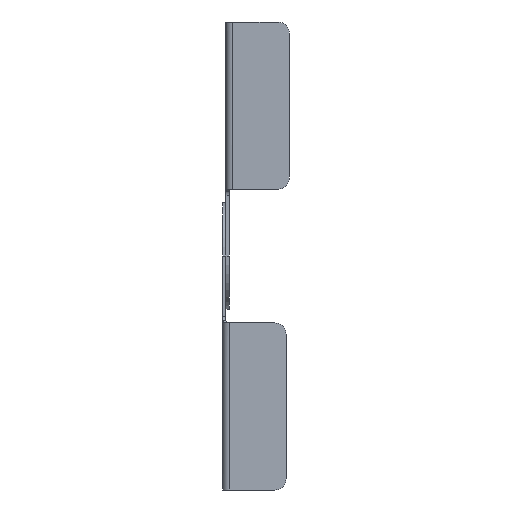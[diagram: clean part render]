
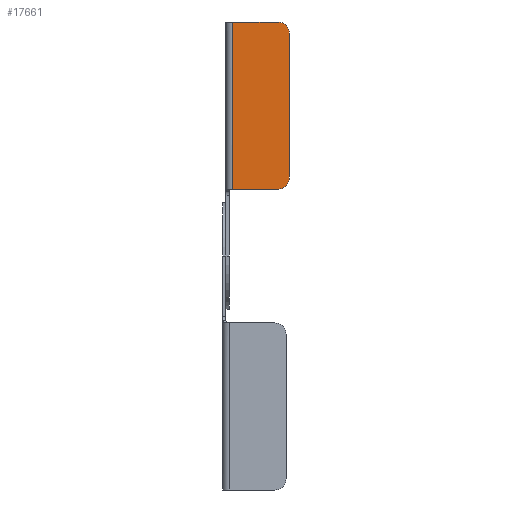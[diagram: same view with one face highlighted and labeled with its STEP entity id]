
A CAD part, front view. The second image highlights one B-rep face of the part: STEP entity #17661.
In plain terms, the highlighted planar face has unit normal (0, -1, 0).
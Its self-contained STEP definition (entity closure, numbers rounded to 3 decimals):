
#12887=DIRECTION('',(1.,0.,0.));
#12888=VECTOR('',#12887,20.5);
#12889=CARTESIAN_POINT('',(-23.5,0.,75.));
#12890=LINE('',#12889,#12888);
#12891=CARTESIAN_POINT('',(-23.5,0.,70.));
#12892=DIRECTION('',(0.,-1.,0.));
#12893=DIRECTION('',(0.,0.,1.));
#12894=AXIS2_PLACEMENT_3D('',#12891,#12892,#12893);
#12896=CARTESIAN_POINT('',(-23.5,0.,5.));
#12897=DIRECTION('',(0.,-1.,0.));
#12898=DIRECTION('',(-1.,0.,0.));
#12899=AXIS2_PLACEMENT_3D('',#12896,#12897,#12898);
#12901=DIRECTION('',(0.,0.,1.));
#12902=VECTOR('',#12901,65.);
#12903=CARTESIAN_POINT('',(-28.5,0.,5.));
#12904=LINE('',#12903,#12902);
#12927=DIRECTION('',(-1.,0.,0.));
#12928=VECTOR('',#12927,20.5);
#12929=CARTESIAN_POINT('',(-3.,0.,0.));
#12930=LINE('',#12929,#12928);
#12947=DIRECTION('',(0.,0.,-1.));
#12948=VECTOR('',#12947,75.);
#12949=CARTESIAN_POINT('',(-3.,0.,75.));
#12950=LINE('',#12949,#12948);
#16589=CARTESIAN_POINT('',(-3.,0.,75.));
#16591=VERTEX_POINT('',#16589);
#16597=CARTESIAN_POINT('',(-3.,0.,0.));
#16598=VERTEX_POINT('',#16597);
#16605=CARTESIAN_POINT('',(-28.5,0.,70.));
#16606=VERTEX_POINT('',#16605);
#16607=CARTESIAN_POINT('',(-23.5,0.,75.));
#16608=VERTEX_POINT('',#16607);
#16611=CARTESIAN_POINT('',(-28.5,0.,5.));
#16612=VERTEX_POINT('',#16611);
#16613=CARTESIAN_POINT('',(-23.5,0.,0.));
#16614=VERTEX_POINT('',#16613);
#17643=CARTESIAN_POINT('',(0.,0.,129.));
#17644=DIRECTION('',(0.,1.,0.));
#17645=DIRECTION('',(0.,0.,1.));
#17646=AXIS2_PLACEMENT_3D('',#17643,#17644,#17645);
#17647=PLANE('',#17646);
#17649=ORIENTED_EDGE('',*,*,#17648,.T.);
#17651=ORIENTED_EDGE('',*,*,#17650,.F.);
#17652=ORIENTED_EDGE('',*,*,#17634,.T.);
#17654=ORIENTED_EDGE('',*,*,#17653,.T.);
#17656=ORIENTED_EDGE('',*,*,#17655,.T.);
#17658=ORIENTED_EDGE('',*,*,#17657,.F.);
#17659=EDGE_LOOP('',(#17649,#17651,#17652,#17654,#17656,#17658));
#17660=FACE_OUTER_BOUND('',#17659,.F.);
#17661=ADVANCED_FACE('',(#17660),#17647,.F.);
#12895=CIRCLE('',#12894,5.);
#12900=CIRCLE('',#12899,5.);
#17634=EDGE_CURVE('',#16608,#16591,#12890,.T.);
#17648=EDGE_CURVE('',#16612,#16606,#12904,.T.);
#17650=EDGE_CURVE('',#16608,#16606,#12895,.T.);
#17653=EDGE_CURVE('',#16591,#16598,#12950,.T.);
#17655=EDGE_CURVE('',#16598,#16614,#12930,.T.);
#17657=EDGE_CURVE('',#16612,#16614,#12900,.T.);
